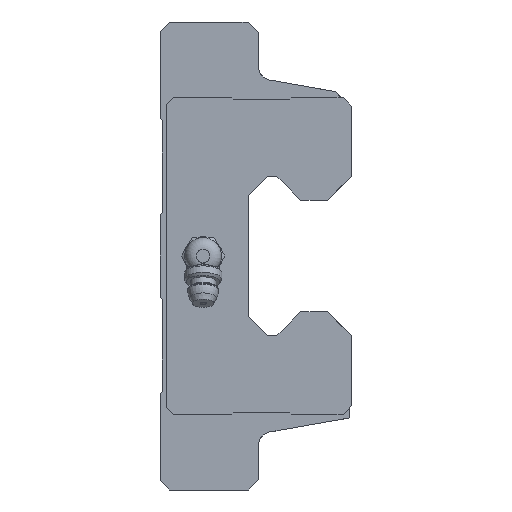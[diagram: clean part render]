
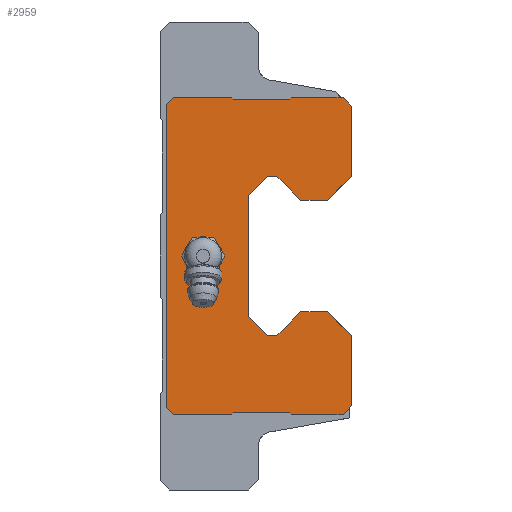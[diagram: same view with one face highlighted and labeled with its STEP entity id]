
A CAD part, left-side view. The second image highlights one B-rep face of the part: STEP entity #2959.
In plain terms, the highlighted planar face has unit normal (-1, 0, 0).
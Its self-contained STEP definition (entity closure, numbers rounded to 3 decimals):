
#714=ORIENTED_EDGE('',*,*,#1282,.F.);
#715=ORIENTED_EDGE('',*,*,#1317,.F.);
#716=ORIENTED_EDGE('',*,*,#1315,.F.);
#717=ORIENTED_EDGE('',*,*,#1313,.F.);
#718=ORIENTED_EDGE('',*,*,#1311,.F.);
#719=ORIENTED_EDGE('',*,*,#1309,.F.);
#720=ORIENTED_EDGE('',*,*,#1307,.F.);
#721=ORIENTED_EDGE('',*,*,#1305,.F.);
#722=ORIENTED_EDGE('',*,*,#1303,.F.);
#723=ORIENTED_EDGE('',*,*,#1301,.F.);
#724=ORIENTED_EDGE('',*,*,#1299,.F.);
#725=ORIENTED_EDGE('',*,*,#1297,.F.);
#726=ORIENTED_EDGE('',*,*,#1295,.F.);
#727=ORIENTED_EDGE('',*,*,#1293,.F.);
#728=ORIENTED_EDGE('',*,*,#1291,.F.);
#729=ORIENTED_EDGE('',*,*,#1289,.F.);
#730=ORIENTED_EDGE('',*,*,#1170,.F.);
#731=ORIENTED_EDGE('',*,*,#1167,.F.);
#732=ORIENTED_EDGE('',*,*,#1164,.F.);
#733=ORIENTED_EDGE('',*,*,#1161,.F.);
#734=ORIENTED_EDGE('',*,*,#1158,.F.);
#735=ORIENTED_EDGE('',*,*,#1155,.F.);
#736=ORIENTED_EDGE('',*,*,#1152,.F.);
#737=ORIENTED_EDGE('',*,*,#1149,.F.);
#738=ORIENTED_EDGE('',*,*,#1146,.F.);
#739=ORIENTED_EDGE('',*,*,#1143,.F.);
#740=ORIENTED_EDGE('',*,*,#1138,.F.);
#741=ORIENTED_EDGE('',*,*,#1288,.F.);
#742=ORIENTED_EDGE('',*,*,#1286,.F.);
#743=ORIENTED_EDGE('',*,*,#1284,.F.);
#744=ORIENTED_EDGE('',*,*,#1318,.T.);
#745=ORIENTED_EDGE('',*,*,#1319,.T.);
#746=ORIENTED_EDGE('',*,*,#1320,.T.);
#747=ORIENTED_EDGE('',*,*,#1321,.T.);
#748=ORIENTED_EDGE('',*,*,#1322,.T.);
#749=ORIENTED_EDGE('',*,*,#1323,.T.);
#1138=EDGE_CURVE('',#1525,#1526,#1800,.T.);
#1143=EDGE_CURVE('',#1526,#1530,#1805,.T.);
#1146=EDGE_CURVE('',#1530,#1532,#1808,.T.);
#1149=EDGE_CURVE('',#1532,#1534,#1811,.T.);
#1152=EDGE_CURVE('',#1534,#1536,#1814,.T.);
#1155=EDGE_CURVE('',#1536,#1538,#1817,.T.);
#1158=EDGE_CURVE('',#1538,#1540,#1820,.T.);
#1161=EDGE_CURVE('',#1540,#1542,#1823,.T.);
#1164=EDGE_CURVE('',#1542,#1544,#1826,.T.);
#1167=EDGE_CURVE('',#1544,#1546,#1829,.T.);
#1170=EDGE_CURVE('',#1546,#1548,#1832,.T.);
#1282=EDGE_CURVE('',#1617,#1618,#1939,.T.);
#1284=EDGE_CURVE('',#1618,#1619,#1941,.T.);
#1286=EDGE_CURVE('',#1619,#1620,#1943,.T.);
#1288=EDGE_CURVE('',#1620,#1525,#1945,.T.);
#1289=EDGE_CURVE('',#1548,#1621,#1946,.T.);
#1291=EDGE_CURVE('',#1621,#1622,#1948,.T.);
#1293=EDGE_CURVE('',#1622,#1623,#1950,.T.);
#1295=EDGE_CURVE('',#1623,#1624,#1952,.T.);
#1297=EDGE_CURVE('',#1624,#1625,#1954,.T.);
#1299=EDGE_CURVE('',#1625,#1626,#1956,.T.);
#1301=EDGE_CURVE('',#1626,#1627,#1958,.T.);
#1303=EDGE_CURVE('',#1627,#1628,#1960,.T.);
#1305=EDGE_CURVE('',#1628,#1629,#1962,.T.);
#1307=EDGE_CURVE('',#1629,#1630,#1964,.T.);
#1309=EDGE_CURVE('',#1630,#1631,#1966,.T.);
#1311=EDGE_CURVE('',#1631,#1632,#1968,.T.);
#1313=EDGE_CURVE('',#1632,#1633,#1970,.T.);
#1315=EDGE_CURVE('',#1633,#1634,#1972,.T.);
#1317=EDGE_CURVE('',#1634,#1617,#1974,.T.);
#1318=EDGE_CURVE('',#1635,#1636,#1975,.T.);
#1319=EDGE_CURVE('',#1636,#1637,#1976,.T.);
#1320=EDGE_CURVE('',#1637,#1638,#1977,.T.);
#1321=EDGE_CURVE('',#1638,#1639,#1978,.T.);
#1322=EDGE_CURVE('',#1639,#1640,#1979,.T.);
#1323=EDGE_CURVE('',#1640,#1635,#1980,.T.);
#1525=VERTEX_POINT('',#4412);
#1526=VERTEX_POINT('',#4414);
#1530=VERTEX_POINT('',#4424);
#1532=VERTEX_POINT('',#4430);
#1534=VERTEX_POINT('',#4436);
#1536=VERTEX_POINT('',#4442);
#1538=VERTEX_POINT('',#4448);
#1540=VERTEX_POINT('',#4454);
#1542=VERTEX_POINT('',#4460);
#1544=VERTEX_POINT('',#4466);
#1546=VERTEX_POINT('',#4472);
#1548=VERTEX_POINT('',#4478);
#1617=VERTEX_POINT('',#4698);
#1618=VERTEX_POINT('',#4700);
#1619=VERTEX_POINT('',#4704);
#1620=VERTEX_POINT('',#4708);
#1621=VERTEX_POINT('',#4714);
#1622=VERTEX_POINT('',#4718);
#1623=VERTEX_POINT('',#4722);
#1624=VERTEX_POINT('',#4726);
#1625=VERTEX_POINT('',#4730);
#1626=VERTEX_POINT('',#4734);
#1627=VERTEX_POINT('',#4738);
#1628=VERTEX_POINT('',#4742);
#1629=VERTEX_POINT('',#4746);
#1630=VERTEX_POINT('',#4750);
#1631=VERTEX_POINT('',#4754);
#1632=VERTEX_POINT('',#4758);
#1633=VERTEX_POINT('',#4762);
#1634=VERTEX_POINT('',#4766);
#1635=VERTEX_POINT('',#4772);
#1636=VERTEX_POINT('',#4773);
#1637=VERTEX_POINT('',#4775);
#1638=VERTEX_POINT('',#4777);
#1639=VERTEX_POINT('',#4779);
#1640=VERTEX_POINT('',#4781);
#1800=LINE('',#4413,#2129);
#1805=LINE('',#4423,#2134);
#1808=LINE('',#4429,#2137);
#1811=LINE('',#4435,#2140);
#1814=LINE('',#4441,#2143);
#1817=LINE('',#4447,#2146);
#1820=LINE('',#4453,#2149);
#1823=LINE('',#4459,#2152);
#1826=LINE('',#4465,#2155);
#1829=LINE('',#4471,#2158);
#1832=LINE('',#4477,#2161);
#1939=LINE('',#4699,#2268);
#1941=LINE('',#4703,#2270);
#1943=LINE('',#4707,#2272);
#1945=LINE('',#4711,#2274);
#1946=LINE('',#4713,#2275);
#1948=LINE('',#4717,#2277);
#1950=LINE('',#4721,#2279);
#1952=LINE('',#4725,#2281);
#1954=LINE('',#4729,#2283);
#1956=LINE('',#4733,#2285);
#1958=LINE('',#4737,#2287);
#1960=LINE('',#4741,#2289);
#1962=LINE('',#4745,#2291);
#1964=LINE('',#4749,#2293);
#1966=LINE('',#4753,#2295);
#1968=LINE('',#4757,#2297);
#1970=LINE('',#4761,#2299);
#1972=LINE('',#4765,#2301);
#1974=LINE('',#4769,#2303);
#1975=LINE('',#4771,#2304);
#1976=LINE('',#4774,#2305);
#1977=LINE('',#4776,#2306);
#1978=LINE('',#4778,#2307);
#1979=LINE('',#4780,#2308);
#1980=LINE('',#4782,#2309);
#2129=VECTOR('',#3493,1000.);
#2134=VECTOR('',#3500,1000.);
#2137=VECTOR('',#3505,1000.);
#2140=VECTOR('',#3510,1000.);
#2143=VECTOR('',#3515,1000.);
#2146=VECTOR('',#3520,1000.);
#2149=VECTOR('',#3525,1000.);
#2152=VECTOR('',#3530,1000.);
#2155=VECTOR('',#3535,1000.);
#2158=VECTOR('',#3540,1000.);
#2161=VECTOR('',#3545,1000.);
#2268=VECTOR('',#3742,1000.);
#2270=VECTOR('',#3746,1000.);
#2272=VECTOR('',#3750,1000.);
#2274=VECTOR('',#3754,1000.);
#2275=VECTOR('',#3757,1000.);
#2277=VECTOR('',#3761,1000.);
#2279=VECTOR('',#3765,1000.);
#2281=VECTOR('',#3769,1000.);
#2283=VECTOR('',#3773,1000.);
#2285=VECTOR('',#3777,1000.);
#2287=VECTOR('',#3781,1000.);
#2289=VECTOR('',#3785,1000.);
#2291=VECTOR('',#3789,1000.);
#2293=VECTOR('',#3793,1000.);
#2295=VECTOR('',#3797,1000.);
#2297=VECTOR('',#3801,1000.);
#2299=VECTOR('',#3805,1000.);
#2301=VECTOR('',#3809,1000.);
#2303=VECTOR('',#3813,1000.);
#2304=VECTOR('',#3816,1000.);
#2305=VECTOR('',#3817,1000.);
#2306=VECTOR('',#3818,1000.);
#2307=VECTOR('',#3819,1000.);
#2308=VECTOR('',#3820,1000.);
#2309=VECTOR('',#3821,1000.);
#2453=EDGE_LOOP('',(#714,#715,#716,#717,#718,#719,#720,#721,#722,#723,#724,
#725,#726,#727,#728,#729,#730,#731,#732,#733,#734,#735,#736,#737,#738,#739,
#740,#741,#742,#743));
#2454=EDGE_LOOP('',(#744,#745,#746,#747,#748,#749));
#2647=FACE_BOUND('',#2453,.T.);
#2648=FACE_BOUND('',#2454,.T.);
#2823=PLANE('',#3167);
#2959=ADVANCED_FACE('',(#2647,#2648),#2823,.F.);
#3167=AXIS2_PLACEMENT_3D('',#4770,#3814,#3815);
#3493=DIRECTION('',(0.,0.707,-0.707));
#3500=DIRECTION('',(0.,1.,0.));
#3505=DIRECTION('',(0.,0.707,0.707));
#3510=DIRECTION('',(0.,1.,0.));
#3515=DIRECTION('',(0.,0.702,-0.712));
#3520=DIRECTION('',(0.,0.,-1.));
#3525=DIRECTION('',(0.,-0.702,-0.712));
#3530=DIRECTION('',(0.,-1.,0.));
#3535=DIRECTION('',(0.,-0.707,0.707));
#3540=DIRECTION('',(0.,-1.,0.));
#3545=DIRECTION('',(0.,-0.707,-0.707));
#3742=DIRECTION('',(0.,-1.,0.));
#3746=DIRECTION('',(0.,-0.707,-0.707));
#3750=DIRECTION('',(0.,0.,-1.));
#3754=DIRECTION('',(0.,1.,0.));
#3757=DIRECTION('',(0.,-1.,0.));
#3761=DIRECTION('',(0.,0.,-1.));
#3765=DIRECTION('',(0.,0.707,-0.707));
#3769=DIRECTION('',(0.,1.,0.));
#3773=DIRECTION('',(0.,0.707,0.707));
#3777=DIRECTION('',(0.,1.,0.));
#3781=DIRECTION('',(0.,0.707,-0.707));
#3785=DIRECTION('',(0.,1.,0.));
#3789=DIRECTION('',(0.,0.707,0.707));
#3793=DIRECTION('',(0.,0.,1.));
#3797=DIRECTION('',(0.,-0.707,0.707));
#3801=DIRECTION('',(0.,-1.,0.));
#3805=DIRECTION('',(0.,-0.707,-0.707));
#3809=DIRECTION('',(0.,-1.,0.));
#3813=DIRECTION('',(0.,-0.707,0.707));
#3814=DIRECTION('',(1.,0.,0.));
#3815=DIRECTION('',(0.,0.,-1.));
#3816=DIRECTION('',(0.,1.,0.));
#3817=DIRECTION('',(0.,0.5,0.866));
#3818=DIRECTION('',(0.,-0.5,0.866));
#3819=DIRECTION('',(0.,-1.,0.));
#3820=DIRECTION('',(0.,-0.5,-0.866));
#3821=DIRECTION('',(0.,0.5,-0.866));
#4412=CARTESIAN_POINT('',(-67.2,-47.87,17.));
#4413=CARTESIAN_POINT('',(-67.2,-47.87,17.));
#4414=CARTESIAN_POINT('',(-67.2,-42.77,11.9));
#4423=CARTESIAN_POINT('',(-67.2,-42.77,11.9));
#4424=CARTESIAN_POINT('',(-67.2,-37.07,11.9));
#4429=CARTESIAN_POINT('',(-67.2,-37.07,11.9));
#4430=CARTESIAN_POINT('',(-67.2,-31.97,17.));
#4435=CARTESIAN_POINT('',(-67.2,-31.97,17.));
#4436=CARTESIAN_POINT('',(-67.2,-30.,17.));
#4441=CARTESIAN_POINT('',(-67.2,-30.,17.));
#4442=CARTESIAN_POINT('',(-67.2,-26.,12.94));
#4447=CARTESIAN_POINT('',(-67.2,-26.,12.94));
#4448=CARTESIAN_POINT('',(-67.2,-26.,-12.94));
#4453=CARTESIAN_POINT('',(-67.2,-26.,-12.94));
#4454=CARTESIAN_POINT('',(-67.2,-30.,-17.));
#4459=CARTESIAN_POINT('',(-67.2,-30.,-17.));
#4460=CARTESIAN_POINT('',(-67.2,-31.97,-17.));
#4465=CARTESIAN_POINT('',(-67.2,-31.97,-17.));
#4466=CARTESIAN_POINT('',(-67.2,-37.07,-11.9));
#4471=CARTESIAN_POINT('',(-67.2,-37.07,-11.9));
#4472=CARTESIAN_POINT('',(-67.2,-42.77,-11.9));
#4477=CARTESIAN_POINT('',(-67.2,-42.77,-11.9));
#4478=CARTESIAN_POINT('',(-67.2,-47.87,-17.));
#4698=CARTESIAN_POINT('',(-67.2,-35.1,33.9));
#4699=CARTESIAN_POINT('',(-67.2,-35.1,33.9));
#4700=CARTESIAN_POINT('',(-67.2,-46.1,33.9));
#4703=CARTESIAN_POINT('',(-67.2,-46.1,33.9));
#4704=CARTESIAN_POINT('',(-67.2,-48.,32.));
#4707=CARTESIAN_POINT('',(-67.2,-48.,32.));
#4708=CARTESIAN_POINT('',(-67.2,-48.,17.));
#4711=CARTESIAN_POINT('',(-67.2,-48.,17.));
#4713=CARTESIAN_POINT('',(-67.2,-47.87,-17.));
#4714=CARTESIAN_POINT('',(-67.2,-48.,-17.));
#4717=CARTESIAN_POINT('',(-67.2,-48.,-17.));
#4718=CARTESIAN_POINT('',(-67.2,-48.,-32.));
#4721=CARTESIAN_POINT('',(-67.2,-48.,-32.));
#4722=CARTESIAN_POINT('',(-67.2,-46.1,-33.9));
#4725=CARTESIAN_POINT('',(-67.2,-46.1,-33.9));
#4726=CARTESIAN_POINT('',(-67.2,-35.1,-33.9));
#4729=CARTESIAN_POINT('',(-67.2,-35.1,-33.9));
#4730=CARTESIAN_POINT('',(-67.2,-34.7,-33.5));
#4733=CARTESIAN_POINT('',(-67.2,-34.7,-33.5));
#4734=CARTESIAN_POINT('',(-67.2,-22.7,-33.5));
#4737=CARTESIAN_POINT('',(-67.2,-22.7,-33.5));
#4738=CARTESIAN_POINT('',(-67.2,-22.3,-33.9));
#4741=CARTESIAN_POINT('',(-67.2,-22.3,-33.9));
#4742=CARTESIAN_POINT('',(-67.2,-9.8,-33.9));
#4745=CARTESIAN_POINT('',(-67.2,-9.8,-33.9));
#4746=CARTESIAN_POINT('',(-67.2,-8.3,-32.4));
#4749=CARTESIAN_POINT('',(-67.2,-8.3,-32.4));
#4750=CARTESIAN_POINT('',(-67.2,-8.3,32.4));
#4753=CARTESIAN_POINT('',(-67.2,-8.3,32.4));
#4754=CARTESIAN_POINT('',(-67.2,-9.8,33.9));
#4757=CARTESIAN_POINT('',(-67.2,-9.8,33.9));
#4758=CARTESIAN_POINT('',(-67.2,-22.3,33.9));
#4761=CARTESIAN_POINT('',(-67.2,-22.3,33.9));
#4762=CARTESIAN_POINT('',(-67.2,-22.7,33.5));
#4765=CARTESIAN_POINT('',(-67.2,-22.7,33.5));
#4766=CARTESIAN_POINT('',(-67.2,-34.7,33.5));
#4769=CARTESIAN_POINT('',(-67.2,-34.7,33.5));
#4770=CARTESIAN_POINT('',(-67.2,0.,0.));
#4771=CARTESIAN_POINT('',(-67.2,-18.509,-4.));
#4772=CARTESIAN_POINT('',(-67.2,-18.509,-4.));
#4773=CARTESIAN_POINT('',(-67.2,-13.891,-4.));
#4774=CARTESIAN_POINT('',(-67.2,-13.891,-4.));
#4775=CARTESIAN_POINT('',(-67.2,-11.581,0.));
#4776=CARTESIAN_POINT('',(-67.2,-11.581,0.));
#4777=CARTESIAN_POINT('',(-67.2,-13.891,4.));
#4778=CARTESIAN_POINT('',(-67.2,-13.891,4.));
#4779=CARTESIAN_POINT('',(-67.2,-18.509,4.));
#4780=CARTESIAN_POINT('',(-67.2,-18.509,4.));
#4781=CARTESIAN_POINT('',(-67.2,-20.819,0.));
#4782=CARTESIAN_POINT('',(-67.2,-20.819,0.));
